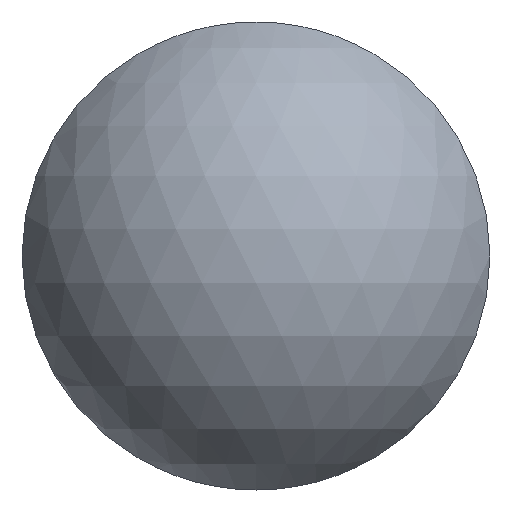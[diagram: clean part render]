
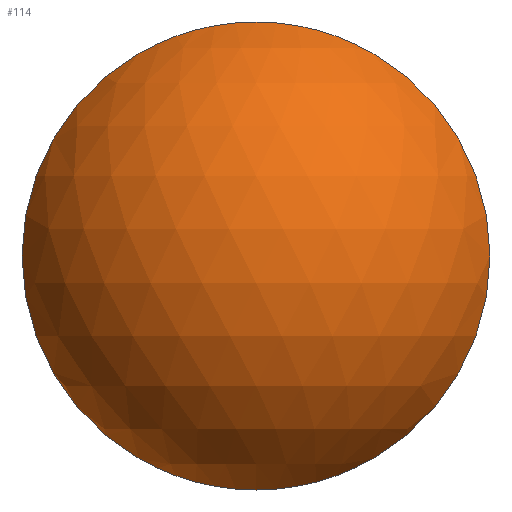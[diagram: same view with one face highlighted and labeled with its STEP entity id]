
A CAD part, left-side view. The second image highlights one B-rep face of the part: STEP entity #114.
In plain terms, the highlighted spherical face has radius 15.317 mm.
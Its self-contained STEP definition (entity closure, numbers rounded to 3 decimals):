
#15=SPHERICAL_SURFACE('',#138,15.317);
#36=FACE_OUTER_BOUND('',#49,.T.);
#49=EDGE_LOOP('',(#102));
#62=CIRCLE('',#139,14.25);
#72=VERTEX_POINT('',#234);
#83=EDGE_CURVE('',#72,#72,#62,.T.);
#102=ORIENTED_EDGE('',*,*,#83,.F.);
#114=ADVANCED_FACE('',(#36),#15,.T.);
#138=AXIS2_PLACEMENT_3D('',#233,#171,#172);
#139=AXIS2_PLACEMENT_3D('',#235,#173,#174);
#171=DIRECTION('center_axis',(0.,0.,1.));
#172=DIRECTION('ref_axis',(1.,0.,0.));
#173=DIRECTION('center_axis',(1.,0.,0.));
#174=DIRECTION('ref_axis',(0.,0.,-1.));
#233=CARTESIAN_POINT('Origin',(-9.383,0.,
0.));
#234=CARTESIAN_POINT('',(-15.,14.25,0.));
#235=CARTESIAN_POINT('Origin',(-15.,0.,0.));
